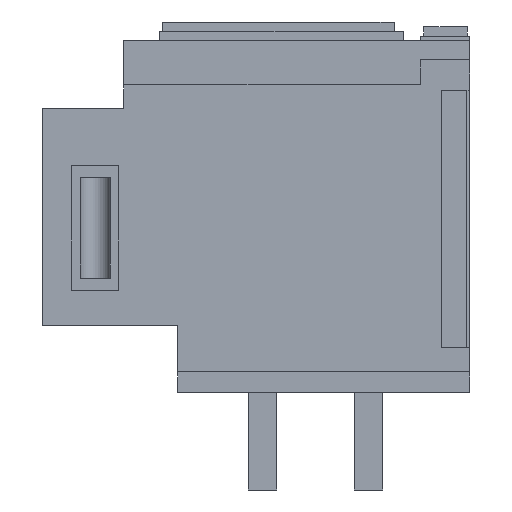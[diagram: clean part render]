
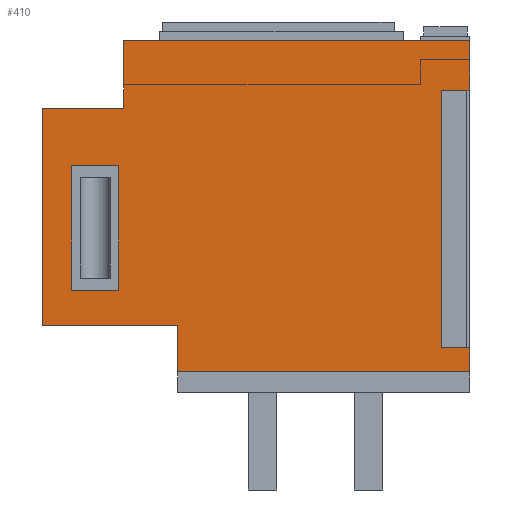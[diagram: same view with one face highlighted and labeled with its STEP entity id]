
A CAD part, left-side view. The second image highlights one B-rep face of the part: STEP entity #410.
In plain terms, the highlighted planar face has unit normal (-1, 0, 0).
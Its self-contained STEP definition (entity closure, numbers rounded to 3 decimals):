
#2 = LINE ( 'NONE', #6973, #6370 ) ;
#11 = DIRECTION ( 'NONE',  ( 0., -1., 0. ) ) ;
#82 = CARTESIAN_POINT ( 'NONE',  ( -445., 371., -36.3 ) ) ;
#244 = CARTESIAN_POINT ( 'NONE',  ( -445., 452., -73.3 ) ) ;
#400 = DIRECTION ( 'NONE',  ( 0., 0., 1. ) ) ;
#410 = ADVANCED_FACE ( 'NONE', ( #7471, #2964, #1797 ), #5587, .F. ) ;
#422 = DIRECTION ( 'NONE',  ( 0., 0., 1. ) ) ;
#479 = ORIENTED_EDGE ( 'NONE', *, *, #2697, .F. ) ;
#555 = DIRECTION ( 'NONE',  ( 0., 0., 1. ) ) ;
#630 = VERTEX_POINT ( 'NONE', #1272 ) ;
#748 = EDGE_CURVE ( 'NONE', #6155, #981, #937, .T. ) ;
#789 = VERTEX_POINT ( 'NONE', #244 ) ;
#937 = LINE ( 'NONE', #3460, #7046 ) ;
#943 = EDGE_CURVE ( 'NONE', #3493, #6155, #3161, .T. ) ;
#981 = VERTEX_POINT ( 'NONE', #82 ) ;
#1146 = VECTOR ( 'NONE', #4166, 1000. ) ;
#1226 = LINE ( 'NONE', #3080, #7481 ) ;
#1272 = CARTESIAN_POINT ( 'NONE',  ( -445., 0., 227.5 ) ) ;
#1337 = DIRECTION ( 'NONE',  ( 0., -1., 0. ) ) ;
#1343 = DIRECTION ( 'NONE',  ( 0., 0., -1. ) ) ;
#1361 = ORIENTED_EDGE ( 'NONE', *, *, #2214, .T. ) ;
#1381 = EDGE_LOOP ( 'NONE', ( #3352, #3382, #1956, #479 ) ) ;
#1403 = EDGE_CURVE ( 'NONE', #6383, #7076, #5728, .T. ) ;
#1413 = CARTESIAN_POINT ( 'NONE',  ( -445., 366., 156.5 ) ) ;
#1622 = ORIENTED_EDGE ( 'NONE', *, *, #7473, .F. ) ;
#1717 = VECTOR ( 'NONE', #7635, 1000. ) ;
#1735 = LINE ( 'NONE', #7538, #7347 ) ;
#1797 = FACE_BOUND ( 'NONE', #1381, .T. ) ;
#1825 = VECTOR ( 'NONE', #4646, 1000. ) ;
#1841 = CARTESIAN_POINT ( 'NONE',  ( -445., 0., -122.5 ) ) ;
#1909 = DIRECTION ( 'NONE',  ( 0., 0., 1. ) ) ;
#1956 = ORIENTED_EDGE ( 'NONE', *, *, #6157, .F. ) ;
#1974 = EDGE_CURVE ( 'NONE', #2561, #6662, #5539, .T. ) ;
#2214 = EDGE_CURVE ( 'NONE', #6662, #2926, #1735, .T. ) ;
#2275 = VERTEX_POINT ( 'NONE', #3309 ) ;
#2425 = CARTESIAN_POINT ( 'NONE',  ( -445., 3., 175.5 ) ) ;
#2468 = LINE ( 'NONE', #3753, #1717 ) ;
#2483 = ORIENTED_EDGE ( 'NONE', *, *, #7517, .F. ) ;
#2506 = CARTESIAN_POINT ( 'NONE',  ( -445., 421., -36.3 ) ) ;
#2541 = DIRECTION ( 'NONE',  ( 0., -1., 0. ) ) ;
#2546 = CARTESIAN_POINT ( 'NONE',  ( -445., 30., 175.5 ) ) ;
#2559 = VERTEX_POINT ( 'NONE', #6803 ) ;
#2561 = VERTEX_POINT ( 'NONE', #6722 ) ;
#2587 = CARTESIAN_POINT ( 'NONE',  ( -445., 421., -36.3 ) ) ;
#2589 = EDGE_CURVE ( 'NONE', #2561, #7331, #1226, .T. ) ;
#2697 = EDGE_CURVE ( 'NONE', #981, #2275, #6068, .T. ) ;
#2780 = ORIENTED_EDGE ( 'NONE', *, *, #6982, .T. ) ;
#2841 = CARTESIAN_POINT ( 'NONE',  ( -445., 421., 95.7 ) ) ;
#2908 = EDGE_CURVE ( 'NONE', #789, #6383, #5733, .T. ) ;
#2926 = VERTEX_POINT ( 'NONE', #2546 ) ;
#2943 = EDGE_CURVE ( 'NONE', #789, #4093, #7625, .T. ) ;
#2964 = FACE_BOUND ( 'NONE', #6246, .T. ) ;
#3080 = CARTESIAN_POINT ( 'NONE',  ( -445., 3., -96.5 ) ) ;
#3089 = CARTESIAN_POINT ( 'NONE',  ( -445., 0., 227.5 ) ) ;
#3123 = VECTOR ( 'NONE', #400, 1000. ) ;
#3161 = LINE ( 'NONE', #2587, #7052 ) ;
#3309 = CARTESIAN_POINT ( 'NONE',  ( -445., 371., 95.7 ) ) ;
#3352 = ORIENTED_EDGE ( 'NONE', *, *, #748, .F. ) ;
#3366 = CARTESIAN_POINT ( 'NONE',  ( -445., 371., -36.3 ) ) ;
#3382 = ORIENTED_EDGE ( 'NONE', *, *, #943, .F. ) ;
#3391 = ORIENTED_EDGE ( 'NONE', *, *, #5803, .F. ) ;
#3460 = CARTESIAN_POINT ( 'NONE',  ( -445., 371., -36.3 ) ) ;
#3493 = VERTEX_POINT ( 'NONE', #2841 ) ;
#3590 = EDGE_CURVE ( 'NONE', #7331, #2926, #4920, .T. ) ;
#3657 = CARTESIAN_POINT ( 'NONE',  ( -445., 371., 95.7 ) ) ;
#3717 = DIRECTION ( 'NONE',  ( 1., 0., 0. ) ) ;
#3752 = DIRECTION ( 'NONE',  ( 0., 0., 1. ) ) ;
#3753 = CARTESIAN_POINT ( 'NONE',  ( -445., 309., -73.3 ) ) ;
#3774 = CARTESIAN_POINT ( 'NONE',  ( -445., 0., 156.5 ) ) ;
#4093 = VERTEX_POINT ( 'NONE', #5199 ) ;
#4166 = DIRECTION ( 'NONE',  ( 0., 1., 0. ) ) ;
#4193 = EDGE_LOOP ( 'NONE', ( #4584, #1622, #2483, #2780, #3391, #6795, #4850, #6173 ) ) ;
#4207 = VECTOR ( 'NONE', #7887, 1000. ) ;
#4400 = CARTESIAN_POINT ( 'NONE',  ( -445., 0., -73.3 ) ) ;
#4435 = VECTOR ( 'NONE', #2541, 1000. ) ;
#4584 = ORIENTED_EDGE ( 'NONE', *, *, #2943, .T. ) ;
#4646 = DIRECTION ( 'NONE',  ( 0., 0., 1. ) ) ;
#4672 = AXIS2_PLACEMENT_3D ( 'NONE', #1841, #3717, #7432 ) ;
#4756 = VECTOR ( 'NONE', #7546, 1000. ) ;
#4766 = VECTOR ( 'NONE', #422, 1000. ) ;
#4850 = ORIENTED_EDGE ( 'NONE', *, *, #1403, .F. ) ;
#4920 = LINE ( 'NONE', #7438, #4207 ) ;
#5034 = LINE ( 'NONE', #3657, #4756 ) ;
#5159 = VERTEX_POINT ( 'NONE', #6081 ) ;
#5199 = CARTESIAN_POINT ( 'NONE',  ( -445., 309., -73.3 ) ) ;
#5407 = CARTESIAN_POINT ( 'NONE',  ( -445., 0., -122.5 ) ) ;
#5497 = ORIENTED_EDGE ( 'NONE', *, *, #1974, .T. ) ;
#5539 = LINE ( 'NONE', #6768, #1146 ) ;
#5587 = PLANE ( 'NONE',  #4672 ) ;
#5669 = EDGE_CURVE ( 'NONE', #7076, #2559, #7699, .T. ) ;
#5671 = LINE ( 'NONE', #3089, #6858 ) ;
#5695 = CARTESIAN_POINT ( 'NONE',  ( -445., 452., -122.5 ) ) ;
#5728 = LINE ( 'NONE', #3774, #4435 ) ;
#5733 = LINE ( 'NONE', #5695, #6440 ) ;
#5803 = EDGE_CURVE ( 'NONE', #2559, #630, #5671, .T. ) ;
#5994 = DIRECTION ( 'NONE',  ( 0., -1., 0. ) ) ;
#6068 = LINE ( 'NONE', #3366, #3123 ) ;
#6081 = CARTESIAN_POINT ( 'NONE',  ( -445., 309., -122.5 ) ) ;
#6090 = LINE ( 'NONE', #6863, #4766 ) ;
#6155 = VERTEX_POINT ( 'NONE', #2506 ) ;
#6157 = EDGE_CURVE ( 'NONE', #2275, #3493, #5034, .T. ) ;
#6173 = ORIENTED_EDGE ( 'NONE', *, *, #2908, .F. ) ;
#6246 = EDGE_LOOP ( 'NONE', ( #5497, #1361, #6910, #7586 ) ) ;
#6306 = CARTESIAN_POINT ( 'NONE',  ( -445., 30., -96.5 ) ) ;
#6370 = VECTOR ( 'NONE', #6405, 1000. ) ;
#6383 = VERTEX_POINT ( 'NONE', #6583 ) ;
#6405 = DIRECTION ( 'NONE',  ( 0., 1., 0. ) ) ;
#6440 = VECTOR ( 'NONE', #1909, 1000. ) ;
#6583 = CARTESIAN_POINT ( 'NONE',  ( -445., 452., 156.5 ) ) ;
#6662 = VERTEX_POINT ( 'NONE', #6306 ) ;
#6722 = CARTESIAN_POINT ( 'NONE',  ( -445., 3., -96.5 ) ) ;
#6768 = CARTESIAN_POINT ( 'NONE',  ( -445., 30., -96.5 ) ) ;
#6795 = ORIENTED_EDGE ( 'NONE', *, *, #5669, .F. ) ;
#6803 = CARTESIAN_POINT ( 'NONE',  ( -445., 366., 227.5 ) ) ;
#6858 = VECTOR ( 'NONE', #11, 1000. ) ;
#6863 = CARTESIAN_POINT ( 'NONE',  ( -445., 0., -122.5 ) ) ;
#6910 = ORIENTED_EDGE ( 'NONE', *, *, #3590, .F. ) ;
#6973 = CARTESIAN_POINT ( 'NONE',  ( -445., 0., -122.5 ) ) ;
#6982 = EDGE_CURVE ( 'NONE', #7846, #630, #6090, .T. ) ;
#7046 = VECTOR ( 'NONE', #5994, 1000. ) ;
#7052 = VECTOR ( 'NONE', #1343, 1000. ) ;
#7076 = VERTEX_POINT ( 'NONE', #7683 ) ;
#7331 = VERTEX_POINT ( 'NONE', #2425 ) ;
#7347 = VECTOR ( 'NONE', #555, 1000. ) ;
#7358 = VECTOR ( 'NONE', #1337, 1000. ) ;
#7432 = DIRECTION ( 'NONE',  ( 0., 0., -1. ) ) ;
#7438 = CARTESIAN_POINT ( 'NONE',  ( -445., 30., 175.5 ) ) ;
#7471 = FACE_OUTER_BOUND ( 'NONE', #4193, .T. ) ;
#7473 = EDGE_CURVE ( 'NONE', #5159, #4093, #2468, .T. ) ;
#7481 = VECTOR ( 'NONE', #3752, 1000. ) ;
#7517 = EDGE_CURVE ( 'NONE', #7846, #5159, #2, .T. ) ;
#7538 = CARTESIAN_POINT ( 'NONE',  ( -445., 30., -96.5 ) ) ;
#7546 = DIRECTION ( 'NONE',  ( 0., 1., 0. ) ) ;
#7586 = ORIENTED_EDGE ( 'NONE', *, *, #2589, .F. ) ;
#7625 = LINE ( 'NONE', #4400, #7358 ) ;
#7635 = DIRECTION ( 'NONE',  ( 0., 0., 1. ) ) ;
#7683 = CARTESIAN_POINT ( 'NONE',  ( -445., 366., 156.5 ) ) ;
#7699 = LINE ( 'NONE', #1413, #1825 ) ;
#7846 = VERTEX_POINT ( 'NONE', #5407 ) ;
#7887 = DIRECTION ( 'NONE',  ( 0., 1., 0. ) ) ;
